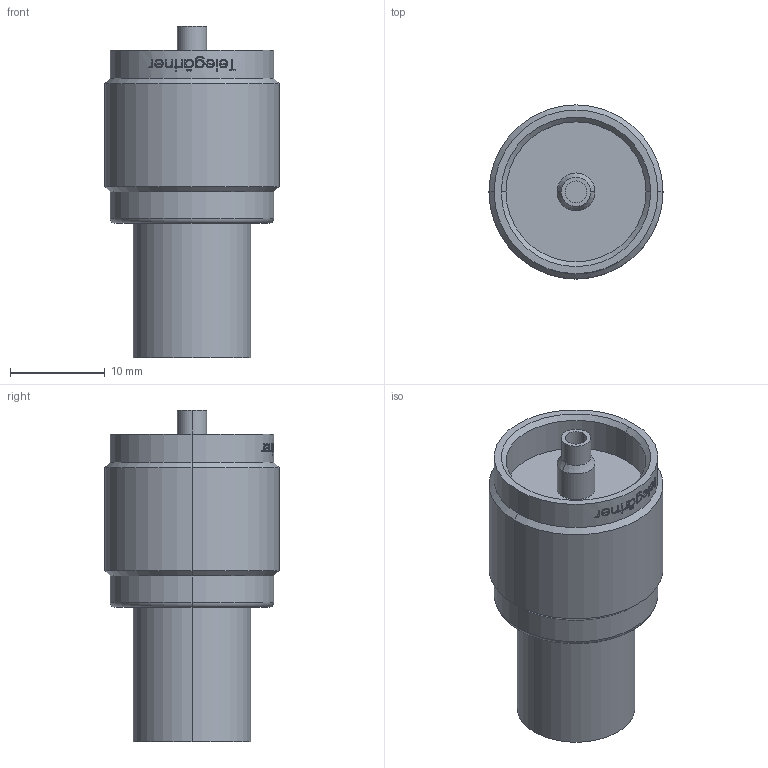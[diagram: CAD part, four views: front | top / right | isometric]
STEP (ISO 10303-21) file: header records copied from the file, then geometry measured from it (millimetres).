
FILE_DESCRIPTION (( 'STEP AP214' ), '1' );
FILE_NAME ('J01040A0010.STEP', '2013-04-24T06:52:44', ( 'Wartung1' ), ( '' ), 'SwSTEP 2.0', 'SolidWorks 2012', '' );
FILE_SCHEMA (( 'AUTOMOTIVE_DESIGN' ));
Length unit declared in the file: millimetre
Products named in the file (1): J01040A0010
Bounding box: 18.4 x 18.4 x 35 mm (x, y, z)
Volume: 4794.6 mm3; surface area: 3072.7 mm2
Topology: 1 solids, 1 shells, 211 faces, 525 edges, 342 vertices
Faces by surface type: bspline 78, plane 73, cylinder 44, cone 14, torus 2
Entity records: 11337 total; most frequent: CARTESIAN_POINT 4465, ORIENTED_EDGE 1050, DIRECTION 747, EDGE_CURVE 525, VERTEX_POINT 342, AXIS2_PLACEMENT_3D 254, VECTOR 239, LINE 239
